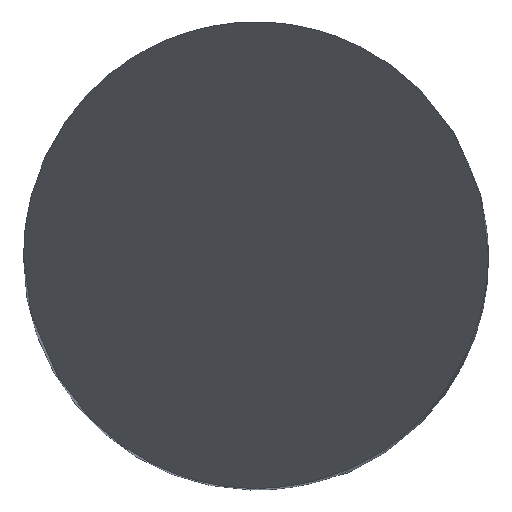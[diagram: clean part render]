
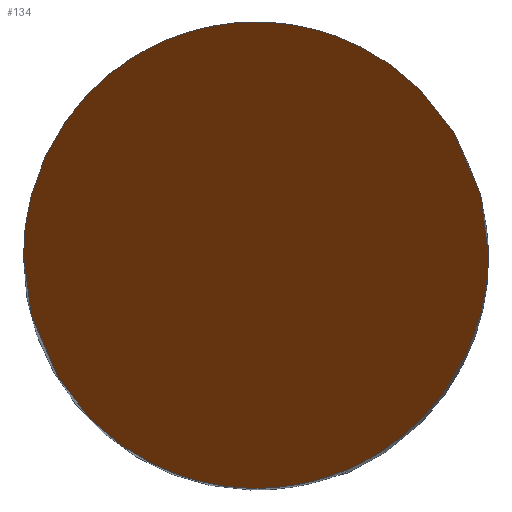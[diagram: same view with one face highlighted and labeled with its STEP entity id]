
A CAD part, top view. The second image highlights one B-rep face of the part: STEP entity #134.
In plain terms, the highlighted planar face has unit normal (0, -0.866, 0.5).
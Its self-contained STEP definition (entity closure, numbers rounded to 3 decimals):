
#44=PLANE('',#504);
#56=(
BOUNDED_CURVE()
B_SPLINE_CURVE(3,(#676,#677,#678,#679),.UNSPECIFIED.,.F.,.F.)
B_SPLINE_CURVE_WITH_KNOTS((4,4),(0.,1.),.UNSPECIFIED.)
CURVE()
GEOMETRIC_REPRESENTATION_ITEM()
RATIONAL_B_SPLINE_CURVE((1.,0.333,0.333,1.))
REPRESENTATION_ITEM('')
);
#59=(
BOUNDED_CURVE()
B_SPLINE_CURVE(3,(#709,#710,#711,#712),.UNSPECIFIED.,.F.,.F.)
B_SPLINE_CURVE_WITH_KNOTS((4,4),(0.,1.),.UNSPECIFIED.)
CURVE()
GEOMETRIC_REPRESENTATION_ITEM()
RATIONAL_B_SPLINE_CURVE((1.,0.333,0.333,1.))
REPRESENTATION_ITEM('')
);
#134=ADVANCED_FACE('',(#162),#44,.T.);
#162=FACE_OUTER_BOUND('',#187,.T.);
#187=EDGE_LOOP('',(#241,#242));
#241=ORIENTED_EDGE('',*,*,#386,.T.);
#242=ORIENTED_EDGE('',*,*,#377,.T.);
#336=VERTEX_POINT('',#680);
#337=VERTEX_POINT('',#681);
#377=EDGE_CURVE('',#336,#337,#56,.T.);
#386=EDGE_CURVE('',#337,#336,#59,.T.);
#504=AXIS2_PLACEMENT_3D('',#766,#560,#561);
#560=DIRECTION('',(0.,-0.866,0.5));
#561=DIRECTION('',(0.,0.5,0.866));
#676=CARTESIAN_POINT('',(3.5,0.,0.));
#677=CARTESIAN_POINT('',(3.5,7.,12.124));
#678=CARTESIAN_POINT('',(-3.5,7.,12.124));
#679=CARTESIAN_POINT('',(-3.5,0.,0.));
#680=CARTESIAN_POINT('',(3.5,0.,0.));
#681=CARTESIAN_POINT('',(-3.5,0.,0.));
#709=CARTESIAN_POINT('',(-3.5,0.,0.));
#710=CARTESIAN_POINT('',(-3.5,-7.,-12.124));
#711=CARTESIAN_POINT('',(3.5,-7.,-12.124));
#712=CARTESIAN_POINT('',(3.5,0.,0.));
#766=CARTESIAN_POINT('',(-59.913,3.5,6.062));
